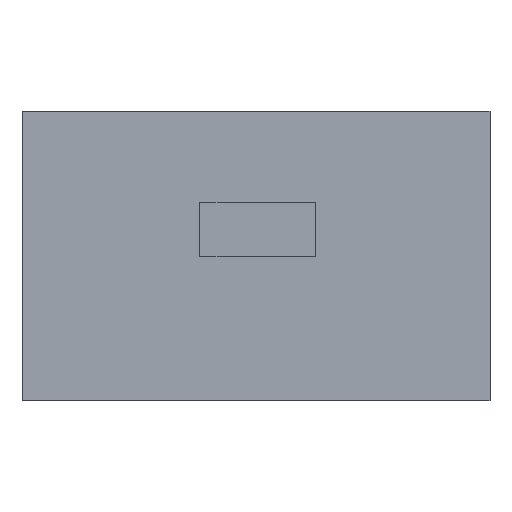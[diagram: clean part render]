
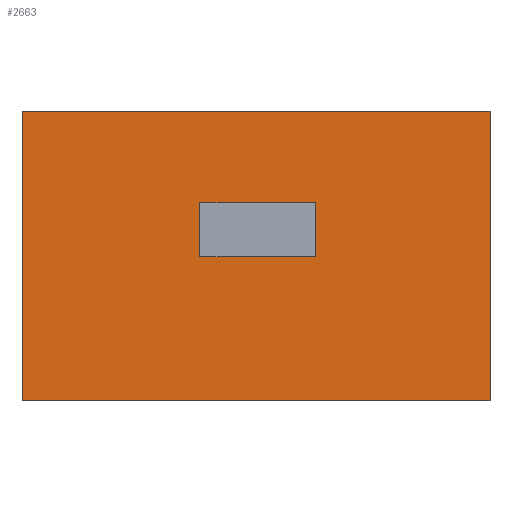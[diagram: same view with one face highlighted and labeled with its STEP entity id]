
A CAD part, front view. The second image highlights one B-rep face of the part: STEP entity #2663.
In plain terms, the highlighted planar face has unit normal (0, -1, 0).
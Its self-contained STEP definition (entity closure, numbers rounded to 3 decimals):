
#233=FACE_BOUND('',#544,.T.);
#342=FACE_OUTER_BOUND('',#543,.T.);
#543=EDGE_LOOP('',(#1989,#1990,#1991,#1992,#1993,#1994));
#544=EDGE_LOOP('',(#1995,#1996,#1997,#1998));
#838=LINE('',#4163,#1055);
#849=LINE('',#4185,#1066);
#882=LINE('',#4252,#1099);
#885=LINE('',#4258,#1102);
#887=LINE('',#4262,#1104);
#889=LINE('',#4266,#1106);
#891=LINE('',#4269,#1108);
#892=LINE('',#4272,#1109);
#893=LINE('',#4274,#1110);
#894=LINE('',#4275,#1111);
#1055=VECTOR('',#3260,10.);
#1066=VECTOR('',#3275,10.);
#1099=VECTOR('',#3322,10.);
#1102=VECTOR('',#3327,10.);
#1104=VECTOR('',#3331,10.);
#1106=VECTOR('',#3335,10.);
#1108=VECTOR('',#3339,10.);
#1109=VECTOR('',#3342,10.);
#1110=VECTOR('',#3343,10.);
#1111=VECTOR('',#3344,10.);
#1255=VERTEX_POINT('',#4160);
#1256=VERTEX_POINT('',#4162);
#1265=VERTEX_POINT('',#4183);
#1292=VERTEX_POINT('',#4251);
#1293=VERTEX_POINT('',#4255);
#1294=VERTEX_POINT('',#4257);
#1295=VERTEX_POINT('',#4261);
#1296=VERTEX_POINT('',#4265);
#1297=VERTEX_POINT('',#4271);
#1298=VERTEX_POINT('',#4273);
#1508=EDGE_CURVE('',#1256,#1255,#838,.T.);
#1519=EDGE_CURVE('',#1255,#1265,#849,.T.);
#1552=EDGE_CURVE('',#1256,#1292,#882,.T.);
#1555=EDGE_CURVE('',#1294,#1293,#885,.T.);
#1557=EDGE_CURVE('',#1295,#1294,#887,.T.);
#1559=EDGE_CURVE('',#1296,#1295,#889,.T.);
#1561=EDGE_CURVE('',#1293,#1296,#891,.T.);
#1562=EDGE_CURVE('',#1265,#1297,#892,.T.);
#1563=EDGE_CURVE('',#1297,#1298,#893,.T.);
#1564=EDGE_CURVE('',#1298,#1292,#894,.T.);
#1989=ORIENTED_EDGE('',*,*,#1508,.T.);
#1990=ORIENTED_EDGE('',*,*,#1519,.T.);
#1991=ORIENTED_EDGE('',*,*,#1562,.T.);
#1992=ORIENTED_EDGE('',*,*,#1563,.T.);
#1993=ORIENTED_EDGE('',*,*,#1564,.T.);
#1994=ORIENTED_EDGE('',*,*,#1552,.F.);
#1995=ORIENTED_EDGE('',*,*,#1561,.T.);
#1996=ORIENTED_EDGE('',*,*,#1559,.T.);
#1997=ORIENTED_EDGE('',*,*,#1557,.T.);
#1998=ORIENTED_EDGE('',*,*,#1555,.T.);
#2542=PLANE('',#2855);
#2663=ADVANCED_FACE('',(#342,#233),#2542,.T.);
#2855=AXIS2_PLACEMENT_3D('',#4270,#3340,#3341);
#3260=DIRECTION('',(-1.,0.,0.));
#3275=DIRECTION('',(0.,0.,-1.));
#3322=DIRECTION('',(0.,0.,-1.));
#3327=DIRECTION('',(0.,0.,-1.));
#3331=DIRECTION('',(1.,0.,0.));
#3335=DIRECTION('',(0.,0.,1.));
#3339=DIRECTION('',(-1.,0.,0.));
#3340=DIRECTION('center_axis',(0.,-1.,0.));
#3341=DIRECTION('ref_axis',(0.,0.,-1.));
#3342=DIRECTION('',(1.,0.,0.));
#3343=DIRECTION('',(0.,0.,-1.));
#3344=DIRECTION('',(1.,0.,0.));
#4160=CARTESIAN_POINT('',(5.251,14.78,28.717));
#4162=CARTESIAN_POINT('',(56.574,14.78,28.717));
#4163=CARTESIAN_POINT('',(18.199,14.78,28.717));
#4183=CARTESIAN_POINT('',(5.251,14.78,-2.987));
#4185=CARTESIAN_POINT('',(5.251,14.78,-2.988));
#4251=CARTESIAN_POINT('',(56.574,14.78,-2.988));
#4252=CARTESIAN_POINT('',(56.574,14.78,-2.988));
#4255=CARTESIAN_POINT('',(37.464,14.78,12.786));
#4257=CARTESIAN_POINT('',(37.464,14.78,18.729));
#4258=CARTESIAN_POINT('',(37.464,14.78,18.729));
#4261=CARTESIAN_POINT('',(24.758,14.78,18.729));
#4262=CARTESIAN_POINT('',(24.758,14.78,18.729));
#4265=CARTESIAN_POINT('',(24.758,14.78,12.786));
#4266=CARTESIAN_POINT('',(24.758,14.78,12.786));
#4269=CARTESIAN_POINT('',(37.464,14.78,12.786));
#4270=CARTESIAN_POINT('Origin',(29.413,14.78,16.365));
#4271=CARTESIAN_POINT('',(6.985,14.78,-2.987));
#4272=CARTESIAN_POINT('',(5.251,14.78,-2.987));
#4273=CARTESIAN_POINT('',(6.985,14.78,-2.988));
#4274=CARTESIAN_POINT('',(6.985,14.78,-2.987));
#4275=CARTESIAN_POINT('',(53.574,14.78,-2.988));
